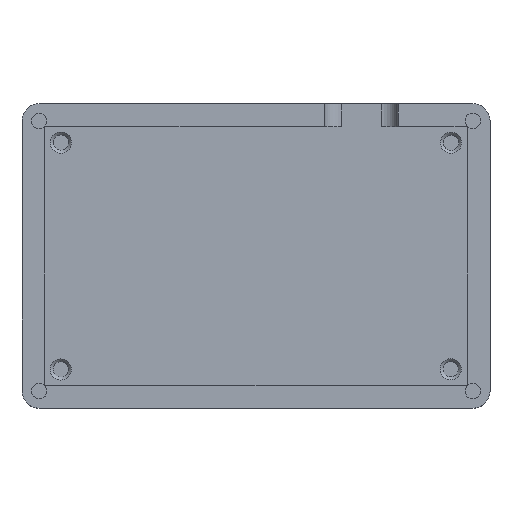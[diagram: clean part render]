
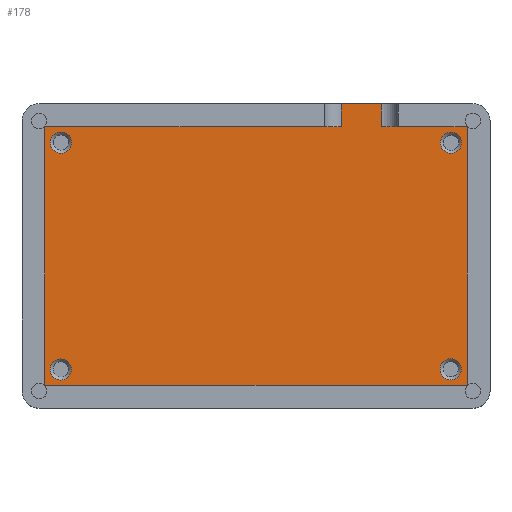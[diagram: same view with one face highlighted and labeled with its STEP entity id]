
A CAD part, top view. The second image highlights one B-rep face of the part: STEP entity #178.
In plain terms, the highlighted planar face has unit normal (0, 0, 1).
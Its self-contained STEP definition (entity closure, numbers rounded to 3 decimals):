
#27=CARTESIAN_POINT('',(167.,138.25,-14.));
#28=DIRECTION('',(0.,0.,-1.));
#29=DIRECTION('',(-1.,0.,0.));
#30=AXIS2_PLACEMENT_3D('',#27,#28,#29);
#31=PLANE('',#30);
#32=CARTESIAN_POINT('',(331.391,66.36,-14.));
#33=VERTEX_POINT('',#32);
#34=CARTESIAN_POINT('',(335.091,66.36,-14.));
#35=VERTEX_POINT('',#34);
#36=CARTESIAN_POINT('',(333.241,66.36,-14.));
#37=DIRECTION('',(0.,0.,-1.));
#38=DIRECTION('',(-1.,0.,0.));
#39=AXIS2_PLACEMENT_3D('',#36,#37,#38);
#40=CIRCLE('',#39,1.85);
#41=EDGE_CURVE('',#33,#35,#40,.T.);
#42=ORIENTED_EDGE('',*,*,#41,.T.);
#43=CARTESIAN_POINT('',(333.241,66.36,-14.));
#44=DIRECTION('',(0.,0.,-1.));
#45=DIRECTION('',(-1.,0.,0.));
#46=AXIS2_PLACEMENT_3D('',#43,#44,#45);
#47=CIRCLE('',#46,1.85);
#48=EDGE_CURVE('',#35,#33,#47,.T.);
#49=ORIENTED_EDGE('',*,*,#48,.T.);
#50=EDGE_LOOP('',(#42,#49));
#51=FACE_BOUND('',#50,.T.);
#52=CARTESIAN_POINT('',(331.337,26.774,-14.));
#53=VERTEX_POINT('',#52);
#54=CARTESIAN_POINT('',(335.037,26.774,-14.));
#55=VERTEX_POINT('',#54);
#56=CARTESIAN_POINT('',(333.187,26.774,-14.));
#57=DIRECTION('',(0.,0.,-1.));
#58=DIRECTION('',(-1.,0.,0.));
#59=AXIS2_PLACEMENT_3D('',#56,#57,#58);
#60=CIRCLE('',#59,1.85);
#61=EDGE_CURVE('',#53,#55,#60,.T.);
#62=ORIENTED_EDGE('',*,*,#61,.T.);
#63=CARTESIAN_POINT('',(333.187,26.774,-14.));
#64=DIRECTION('',(0.,0.,-1.));
#65=DIRECTION('',(-1.,0.,0.));
#66=AXIS2_PLACEMENT_3D('',#63,#64,#65);
#67=CIRCLE('',#66,1.85);
#68=EDGE_CURVE('',#55,#53,#67,.T.);
#69=ORIENTED_EDGE('',*,*,#68,.T.);
#70=EDGE_LOOP('',(#62,#69));
#71=FACE_BOUND('',#70,.T.);
#72=CARTESIAN_POINT('',(263.168,26.742,-14.));
#73=VERTEX_POINT('',#72);
#74=CARTESIAN_POINT('',(266.868,26.742,-14.));
#75=VERTEX_POINT('',#74);
#76=CARTESIAN_POINT('',(265.018,26.742,-14.));
#77=DIRECTION('',(0.,0.,-1.));
#78=DIRECTION('',(-1.,0.,0.));
#79=AXIS2_PLACEMENT_3D('',#76,#77,#78);
#80=CIRCLE('',#79,1.85);
#81=EDGE_CURVE('',#73,#75,#80,.T.);
#82=ORIENTED_EDGE('',*,*,#81,.T.);
#83=CARTESIAN_POINT('',(265.018,26.742,-14.));
#84=DIRECTION('',(0.,0.,-1.));
#85=DIRECTION('',(-1.,0.,0.));
#86=AXIS2_PLACEMENT_3D('',#83,#84,#85);
#87=CIRCLE('',#86,1.85);
#88=EDGE_CURVE('',#75,#73,#87,.T.);
#89=ORIENTED_EDGE('',*,*,#88,.T.);
#90=EDGE_LOOP('',(#82,#89));
#91=FACE_BOUND('',#90,.T.);
#92=CARTESIAN_POINT('',(263.207,66.391,-14.));
#93=VERTEX_POINT('',#92);
#94=CARTESIAN_POINT('',(266.907,66.391,-14.));
#95=VERTEX_POINT('',#94);
#96=CARTESIAN_POINT('',(265.057,66.391,-14.));
#97=DIRECTION('',(0.,0.,-1.));
#98=DIRECTION('',(-1.,0.,0.));
#99=AXIS2_PLACEMENT_3D('',#96,#97,#98);
#100=CIRCLE('',#99,1.85);
#101=EDGE_CURVE('',#93,#95,#100,.T.);
#102=ORIENTED_EDGE('',*,*,#101,.T.);
#103=CARTESIAN_POINT('',(265.057,66.391,-14.));
#104=DIRECTION('',(0.,0.,-1.));
#105=DIRECTION('',(-1.,0.,0.));
#106=AXIS2_PLACEMENT_3D('',#103,#104,#105);
#107=CIRCLE('',#106,1.85);
#108=EDGE_CURVE('',#95,#93,#107,.T.);
#109=ORIENTED_EDGE('',*,*,#108,.T.);
#110=EDGE_LOOP('',(#102,#109));
#111=FACE_BOUND('',#110,.T.);
#112=CARTESIAN_POINT('',(314.07,73.193,-14.));
#113=VERTEX_POINT('',#112);
#114=CARTESIAN_POINT('',(321.07,73.193,-14.));
#115=VERTEX_POINT('',#114);
#116=CARTESIAN_POINT('',(314.07,73.193,-14.));
#117=DIRECTION('',(1.,0.,-0.));
#118=VECTOR('',#117,7.);
#119=LINE('',#116,#118);
#120=EDGE_CURVE('',#113,#115,#119,.T.);
#121=ORIENTED_EDGE('',*,*,#120,.F.);
#122=CARTESIAN_POINT('',(314.07,69.193,-14.));
#123=VERTEX_POINT('',#122);
#124=CARTESIAN_POINT('',(314.07,73.193,-14.));
#125=DIRECTION('',(-0.,-1.,-0.));
#126=VECTOR('',#125,4.);
#127=LINE('',#124,#126);
#128=EDGE_CURVE('',#113,#123,#127,.T.);
#129=ORIENTED_EDGE('',*,*,#128,.T.);
#130=CARTESIAN_POINT('',(262.25,69.193,-14.));
#131=VERTEX_POINT('',#130);
#132=CARTESIAN_POINT('',(314.07,69.193,-14.));
#133=DIRECTION('',(-1.,0.,0.));
#134=VECTOR('',#133,51.82);
#135=LINE('',#132,#134);
#136=EDGE_CURVE('',#123,#131,#135,.T.);
#137=ORIENTED_EDGE('',*,*,#136,.T.);
#138=CARTESIAN_POINT('',(262.25,23.95,-14.));
#139=VERTEX_POINT('',#138);
#140=CARTESIAN_POINT('',(262.25,69.193,-14.));
#141=DIRECTION('',(0.,-1.,0.));
#142=VECTOR('',#141,45.244);
#143=LINE('',#140,#142);
#144=EDGE_CURVE('',#131,#139,#143,.T.);
#145=ORIENTED_EDGE('',*,*,#144,.T.);
#146=CARTESIAN_POINT('',(336.069,23.95,-14.));
#147=VERTEX_POINT('',#146);
#148=CARTESIAN_POINT('',(262.25,23.95,-14.));
#149=DIRECTION('',(1.,0.,-0.));
#150=VECTOR('',#149,73.819);
#151=LINE('',#148,#150);
#152=EDGE_CURVE('',#139,#147,#151,.T.);
#153=ORIENTED_EDGE('',*,*,#152,.T.);
#154=CARTESIAN_POINT('',(336.069,69.193,-14.));
#155=VERTEX_POINT('',#154);
#156=CARTESIAN_POINT('',(336.069,69.193,-14.));
#157=DIRECTION('',(0.,-1.,0.));
#158=VECTOR('',#157,45.244);
#159=LINE('',#156,#158);
#160=EDGE_CURVE('',#155,#147,#159,.T.);
#161=ORIENTED_EDGE('',*,*,#160,.F.);
#162=CARTESIAN_POINT('',(321.07,69.193,-14.));
#163=VERTEX_POINT('',#162);
#164=CARTESIAN_POINT('',(321.07,69.193,-14.));
#165=DIRECTION('',(1.,0.,-0.));
#166=VECTOR('',#165,14.999);
#167=LINE('',#164,#166);
#168=EDGE_CURVE('',#163,#155,#167,.T.);
#169=ORIENTED_EDGE('',*,*,#168,.F.);
#170=CARTESIAN_POINT('',(321.07,69.193,-14.));
#171=DIRECTION('',(0.,1.,0.));
#172=VECTOR('',#171,4.);
#173=LINE('',#170,#172);
#174=EDGE_CURVE('',#163,#115,#173,.T.);
#175=ORIENTED_EDGE('',*,*,#174,.T.);
#176=EDGE_LOOP('',(#121,#129,#137,#145,#153,#161,#169,#175));
#177=FACE_BOUND('',#176,.T.);
#178=ADVANCED_FACE('',(#51,#71,#91,#111,#177),#31,.F.);
